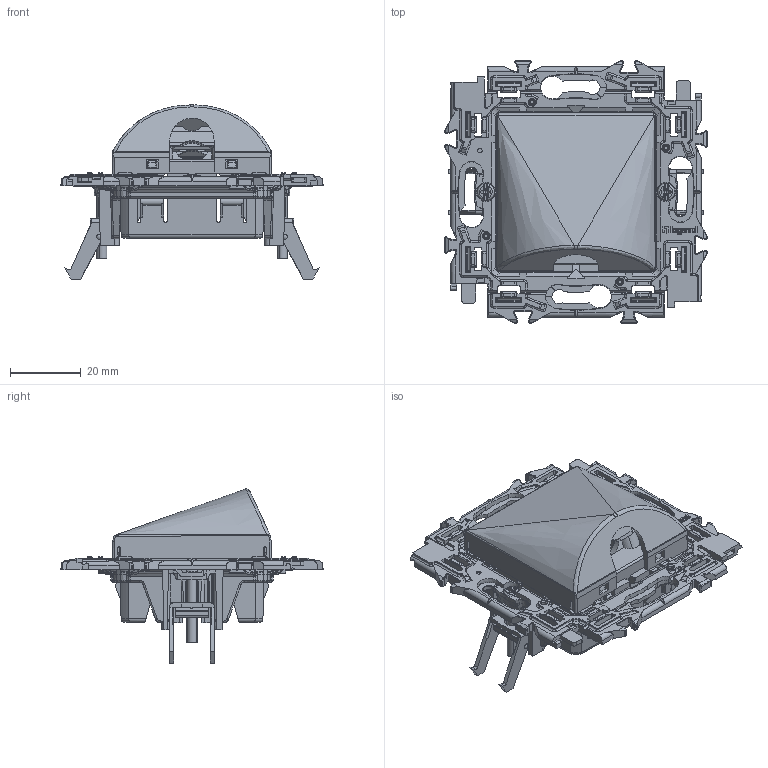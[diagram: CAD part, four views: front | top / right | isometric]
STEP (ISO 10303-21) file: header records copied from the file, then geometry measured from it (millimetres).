
FILE_DESCRIPTION(('CATIA V5 STEP Exchange','CAx-IF Rec.Pracs.--- Model Styling and Organization---1.4--- 2014-01-23'),'2;1');
FILE_NAME('T002255_A-ASS-1.stp','2021-01-29T12:19:34+00:00',('none'),('none'),'CATIA Version 5-6 Release 2017 SP3','CATIA V5 STEP AP214','none');
FILE_SCHEMA(('AUTOMOTIVE_DESIGN { 1 0 10303 214 1 1 1 1 }'));
Products named in the file (12): T002255_A ; 953904 ; 0038174; 0055184; 0097E59; 0291G96 ; 0091L62; 0091L63; A017892 ; Part7; Part2; Enjoliveur_SortieDeCableM45
Assembly tree (14 placements, depth 4):
  T002255_A 
    953904 
      0038174  x2
      0055184  x2
      0097E59  x2
      0291G96 
        0091L62
        0091L63
    A017892 
      Part7
      Part2
      Enjoliveur_SortieDeCableM45
Bounding box: 74.15 x 74.15 x 49.24 mm (x, y, z)
Volume: 27174 mm3; surface area: 37322.9 mm2
Topology: 11 solids, 11 shells, 4156 faces, 11835 edges, 7614 vertices
Faces by surface type: plane 2171, cylinder 1059, cone 346, torus 290, bspline 229, sphere 61
Entity records: 157820 total; most frequent: CARTESIAN_POINT 62973, ORIENTED_EDGE 22756, DIRECTION 14556, EDGE_CURVE 11378, VERTEX_POINT 7365, VECTOR 6488, LINE 6488, AXIS2_PLACEMENT_3D 5150
